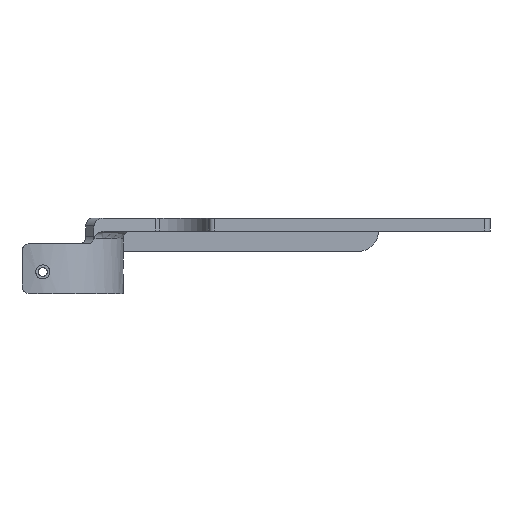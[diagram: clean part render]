
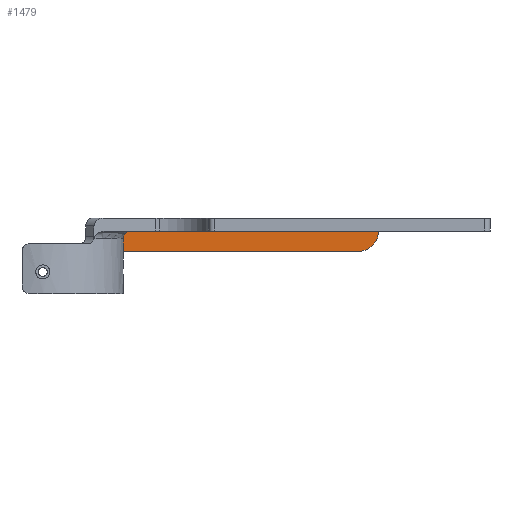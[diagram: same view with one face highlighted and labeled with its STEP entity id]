
A CAD part, front view. The second image highlights one B-rep face of the part: STEP entity #1479.
In plain terms, the highlighted planar face has unit normal (0, -1, 0).
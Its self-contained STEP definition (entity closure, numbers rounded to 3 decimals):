
#147 = CARTESIAN_POINT ( 'NONE',  ( 123.401, -2.5, 10. ) ) ;
#217 = ORIENTED_EDGE ( 'NONE', *, *, #241, .T. ) ;
#241 = EDGE_CURVE ( 'NONE', #1609, #2744, #298, .T. ) ;
#261 = VERTEX_POINT ( 'NONE', #1010 ) ;
#298 = LINE ( 'NONE', #746, #2571 ) ;
#389 = DIRECTION ( 'NONE',  ( -1., 0., 0. ) ) ;
#424 = CARTESIAN_POINT ( 'NONE',  ( 31.801, -2.5, 8.507 ) ) ;
#457 = CARTESIAN_POINT ( 'NONE',  ( 123.401, -2.5, 2. ) ) ;
#536 = AXIS2_PLACEMENT_3D ( 'NONE', #147, #553, #1872 ) ;
#553 = DIRECTION ( 'NONE',  ( 0., -1., 0. ) ) ;
#575 = VECTOR ( 'NONE', #389, 1000. ) ;
#584 = CIRCLE ( 'NONE', #536, 8. ) ;
#644 = CARTESIAN_POINT ( 'NONE',  ( 131.401, -2.5, 2. ) ) ;
#653 = CARTESIAN_POINT ( 'NONE',  ( 31.48, -2.5, 7.789 ) ) ;
#705 = PLANE ( 'NONE',  #1783 ) ;
#720 = DIRECTION ( 'NONE',  ( 0., -1., 0. ) ) ;
#738 = ORIENTED_EDGE ( 'NONE', *, *, #2858, .T. ) ;
#746 = CARTESIAN_POINT ( 'NONE',  ( 131.401, -2.5, 10. ) ) ;
#767 = VECTOR ( 'NONE', #2820, 1000. ) ;
#834 = CARTESIAN_POINT ( 'NONE',  ( 32.147, -2.5, 8.987 ) ) ;
#929 = CARTESIAN_POINT ( 'NONE',  ( 34.409, -2.5, 10. ) ) ;
#1010 = CARTESIAN_POINT ( 'NONE',  ( 31.401, -2.5, 7. ) ) ;
#1018 = CARTESIAN_POINT ( 'NONE',  ( 131.401, -2.5, 10. ) ) ;
#1041 = EDGE_CURVE ( 'NONE', #2633, #1357, #2589, .T. ) ;
#1055 = EDGE_CURVE ( 'NONE', #261, #1357, #2356, .T. ) ;
#1075 = ORIENTED_EDGE ( 'NONE', *, *, #1055, .T. ) ;
#1107 = CARTESIAN_POINT ( 'NONE',  ( 34.409, -2.5, 10. ) ) ;
#1144 = ORIENTED_EDGE ( 'NONE', *, *, #2581, .T. ) ;
#1167 = CARTESIAN_POINT ( 'NONE',  ( 131.401, -2.5, 15.002 ) ) ;
#1284 = CARTESIAN_POINT ( 'NONE',  ( 32.425, -2.5, 9.263 ) ) ;
#1357 = VERTEX_POINT ( 'NONE', #1687 ) ;
#1479 = ADVANCED_FACE ( 'NONE', ( #2136 ), #705, .T. ) ;
#1496 = CARTESIAN_POINT ( 'NONE',  ( 32.904, -2.5, 9.605 ) ) ;
#1574 = ORIENTED_EDGE ( 'NONE', *, *, #1041, .F. ) ;
#1586 = DIRECTION ( 'NONE',  ( 0., 0., -1. ) ) ;
#1609 = VERTEX_POINT ( 'NONE', #1018 ) ;
#1687 = CARTESIAN_POINT ( 'NONE',  ( 31.401, -2.5, 2. ) ) ;
#1774 = CARTESIAN_POINT ( 'NONE',  ( 31.401, -2.5, 7. ) ) ;
#1783 = AXIS2_PLACEMENT_3D ( 'NONE', #1167, #720, #1586 ) ;
#1872 = DIRECTION ( 'NONE',  ( 0., 0., -1. ) ) ;
#1938 = CARTESIAN_POINT ( 'NONE',  ( 34.018, -2.5, 10. ) ) ;
#1989 = EDGE_LOOP ( 'NONE', ( #1574, #738, #217, #1144, #1075 ) ) ;
#1993 = CARTESIAN_POINT ( 'NONE',  ( 33.623, -2.5, 9.922 ) ) ;
#2052 = DIRECTION ( 'NONE',  ( -1., 0., 0. ) ) ;
#2136 = FACE_OUTER_BOUND ( 'NONE', #1989, .T. ) ;
#2152 = CARTESIAN_POINT ( 'NONE',  ( 31.401, -2.5, 15.002 ) ) ;
#2153 = B_SPLINE_CURVE_WITH_KNOTS ( 'NONE', 3,
 ( #1107, #1938, #1993, #2613, #1496, #2653, #1284, #834, #2626, #424, #2382, #653, #2188, #1774 ),
 .UNSPECIFIED., .F., .F.,
 ( 4, 2, 2, 2, 2, 2, 4 ),
 ( 0.015, 0.016, 0.016, 0.017, 0.017, 0.018, 0.019 ),
 .UNSPECIFIED. ) ;
#2188 = CARTESIAN_POINT ( 'NONE',  ( 31.401, -2.5, 7.391 ) ) ;
#2356 = LINE ( 'NONE', #2152, #767 ) ;
#2382 = CARTESIAN_POINT ( 'NONE',  ( 31.708, -2.5, 8.335 ) ) ;
#2571 = VECTOR ( 'NONE', #2052, 1000. ) ;
#2581 = EDGE_CURVE ( 'NONE', #2744, #261, #2153, .T. ) ;
#2589 = LINE ( 'NONE', #644, #575 ) ;
#2613 = CARTESIAN_POINT ( 'NONE',  ( 33.08, -2.5, 9.698 ) ) ;
#2626 = CARTESIAN_POINT ( 'NONE',  ( 32.019, -2.5, 8.833 ) ) ;
#2633 = VERTEX_POINT ( 'NONE', #457 ) ;
#2653 = CARTESIAN_POINT ( 'NONE',  ( 32.576, -2.5, 9.387 ) ) ;
#2744 = VERTEX_POINT ( 'NONE', #929 ) ;
#2820 = DIRECTION ( 'NONE',  ( 0., 0., -1. ) ) ;
#2858 = EDGE_CURVE ( 'NONE', #2633, #1609, #584, .T. ) ;
